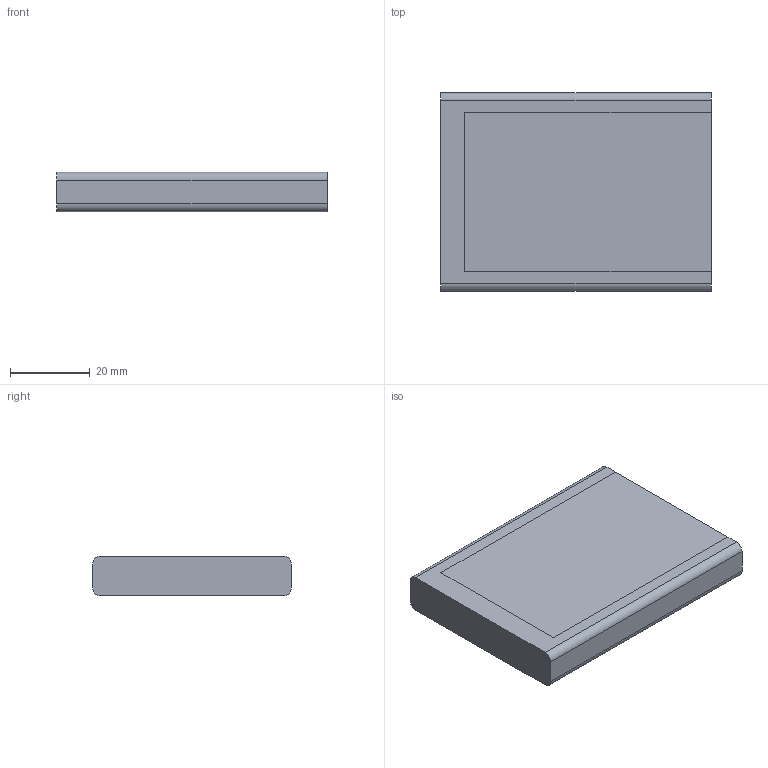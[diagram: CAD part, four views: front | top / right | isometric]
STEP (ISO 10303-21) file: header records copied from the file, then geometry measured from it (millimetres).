
FILE_DESCRIPTION(/* description */ (''),/* implementation_level */ '2;1');
FILE_NAME(/* name */ 'Battery_5000mAh_Futura_15-10-2020 v2.step',/* time_stamp */ '2021-04-23T11:37:35+02:00',/* author */ (''),/* organization */ (''),/* preprocessor_version */ 'ST-DEVELOPER v18.1',/* originating_system */ 'Autodesk Translation Framework v9.10.0.1330',/* authorisation */ '');
FILE_SCHEMA (('AUTOMOTIVE_DESIGN { 1 0 10303 214 3 1 1 }'));
Length unit declared in the file: millimetre
Products named in the file (1): Battery_5000mAh_Futura_15-10-2020
Bounding box: 68 x 50 x 10 mm (x, y, z)
Volume: 33766.5 mm3; surface area: 13423.6 mm2
Topology: 2 solids, 3 shells, 24 faces, 60 edges, 40 vertices
Faces by surface type: plane 20, cylinder 4
Entity records: 753 total; most frequent: CARTESIAN_POINT 125, DIRECTION 118, ORIENTED_EDGE 112, EDGE_CURVE 60, LINE 52, VECTOR 52, VERTEX_POINT 40, AXIS2_PLACEMENT_3D 33
